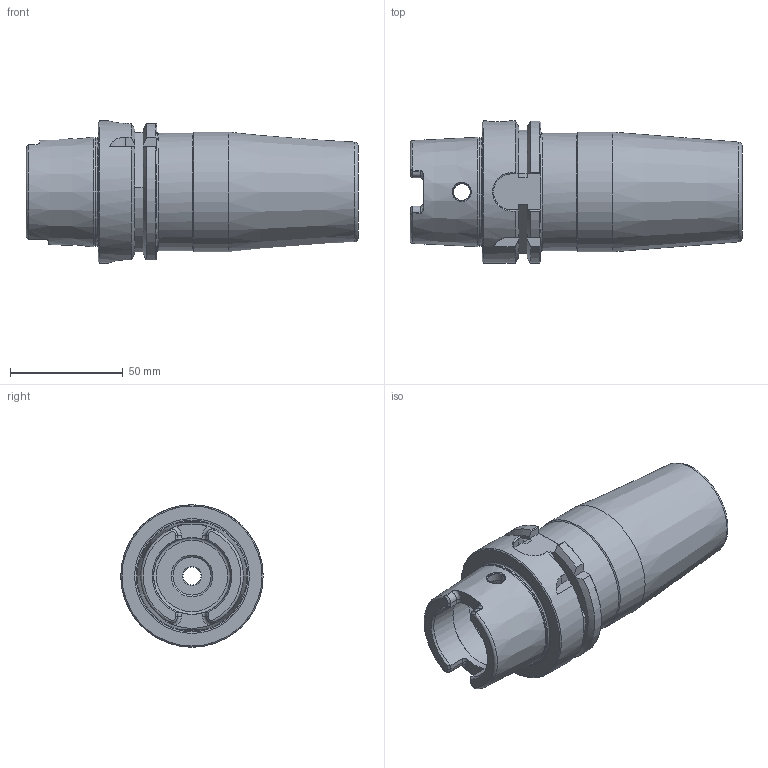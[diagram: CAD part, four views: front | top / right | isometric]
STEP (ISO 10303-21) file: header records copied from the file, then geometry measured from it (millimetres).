
FILE_DESCRIPTION((''),'2;1');
FILE_NAME('INT''H63A-10SF453-9.iam.step','2010-03-04T08:23:02',(''),(''),'Autodesk Inventor 2009','Autodesk Inventor 2009','');
FILE_SCHEMA(('AUTOMOTIVE_DESIGN { 1 0 10303 214 1 1 1 1 }'));
Length unit declared in the file: inch
Products named in the file (3): H63A-10SF453-9; H63A-10SF453-9-1; BS-SFM161-20
Assembly tree (2 placements, depth 2):
  H63A-10SF453-9
    H63A-10SF453-9-1
    BS-SFM161-20
Bounding box: 147.06 x 63 x 63 mm (x, y, z)
Volume: 223487.4 mm3; surface area: 43592.4 mm2
Topology: 2 solids, 2 shells, 168 faces, 429 edges, 269 vertices
Faces by surface type: plane 66, cylinder 37, cone 30, bspline 28, torus 7
Full cylindrical faces by diameter (mm): 7.5 x2, 10 x1, 16.916 x1, 19.016 x1, 25.362 x1, 26.124 x1, 34 x2, 40 x1, 48.041 x1, 52 x1, 53 x1, 63 x1
Entity records: 6633 total; most frequent: CARTESIAN_POINT 2839, ORIENTED_EDGE 752, DIRECTION 668, EDGE_CURVE 376, AXIS2_PLACEMENT_3D 265, VERTEX_POINT 256, EDGE_LOOP 220, FACE_OUTER_BOUND 168
